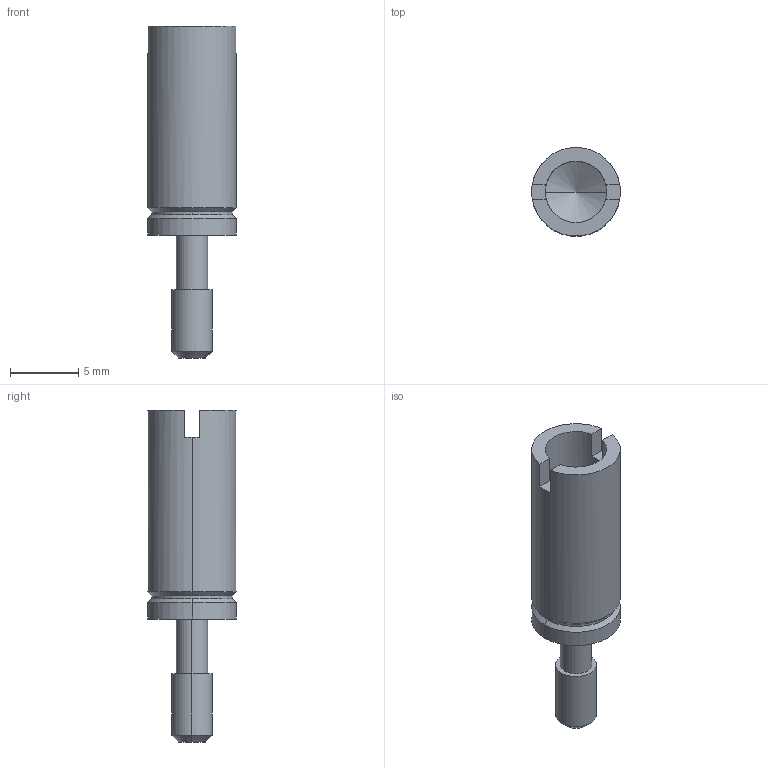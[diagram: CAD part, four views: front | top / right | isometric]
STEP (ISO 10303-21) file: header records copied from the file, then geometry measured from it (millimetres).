
FILE_DESCRIPTION(('Creo Elements/Direct Modeling STEP Export'),'2;1');
FILE_NAME('model.stp','2020-10-01T 9:38:05',(''),(''),'Creo Elements/Direct Modeling STEP processor for AP214 (Solid Model)','Creo Elements/Direct Modeling 20.1A 29-Sep-2018 (C) Parametric Technology GmbH','');
FILE_SCHEMA(('AUTOMOTIVE_DESIGN { 1 0 10303 214 1 1 1 1 }'));
Length unit declared in the file: millimetre
Products named in the file (2): HC_CBU_MOD-select
Assembly tree (1 placements, depth 2):
  HC_CBU_MOD-select
    HC_CBU_MOD-select
Bounding box: 6.5 x 6.5 x 24.3 mm (x, y, z)
Volume: 334.4 mm3; surface area: 649.8 mm2
Topology: 1 solids, 1 shells, 31 faces, 77 edges, 48 vertices
Faces by surface type: cylinder 12, plane 11, cone 8
Entity records: 1098 total; most frequent: ORIENTED_EDGE 150, DIRECTION 134, CARTESIAN_POINT 133, EDGE_CURVE 75, AXIS2_PLACEMENT_3D 49, VERTEX_POINT 48, VECTOR 36, LINE 36
